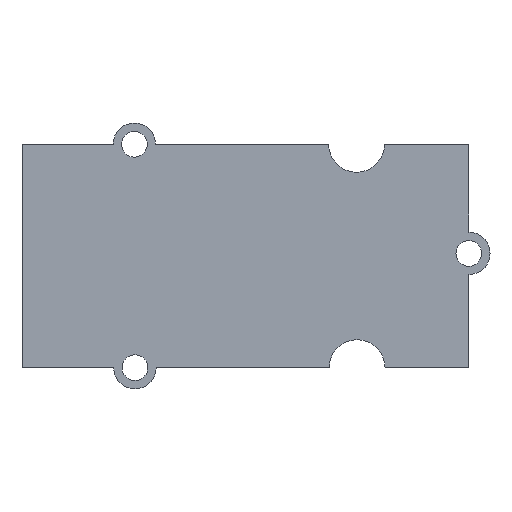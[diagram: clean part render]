
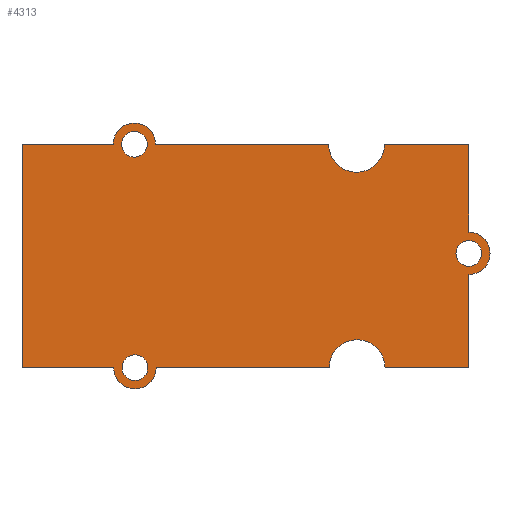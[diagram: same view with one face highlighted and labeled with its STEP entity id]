
A CAD part, front view. The second image highlights one B-rep face of the part: STEP entity #4313.
In plain terms, the highlighted planar face has unit normal (0, -1, 0).
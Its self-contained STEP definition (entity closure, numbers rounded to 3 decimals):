
#76=FACE_BOUND('',#702,.T.);
#77=FACE_BOUND('',#703,.T.);
#78=FACE_BOUND('',#704,.T.);
#145=CIRCLE('',#4617,1.9);
#146=CIRCLE('',#4618,2.5);
#147=CIRCLE('',#4619,1.9);
#148=CIRCLE('',#4620,1.9);
#149=CIRCLE('',#4621,2.5);
#150=CIRCLE('',#4622,1.15);
#151=CIRCLE('',#4623,1.15);
#152=CIRCLE('',#4624,1.15);
#463=FACE_OUTER_BOUND('',#701,.T.);
#701=EDGE_LOOP('',(#3838,#3839,#3840,#3841,#3842,#3843,#3844,#3845,#3846,
#3847,#3848,#3849,#3850,#3851));
#702=EDGE_LOOP('',(#3852));
#703=EDGE_LOOP('',(#3853));
#704=EDGE_LOOP('',(#3854));
#1214=LINE('',#6918,#1731);
#1215=LINE('',#6920,#1732);
#1216=LINE('',#6924,#1733);
#1217=LINE('',#6926,#1734);
#1218=LINE('',#6930,#1735);
#1219=LINE('',#6934,#1736);
#1220=LINE('',#6936,#1737);
#1221=LINE('',#6938,#1738);
#1222=LINE('',#6942,#1739);
#1731=VECTOR('',#5677,10.);
#1732=VECTOR('',#5678,10.);
#1733=VECTOR('',#5681,10.);
#1734=VECTOR('',#5682,10.);
#1735=VECTOR('',#5685,10.);
#1736=VECTOR('',#5688,10.);
#1737=VECTOR('',#5689,10.);
#1738=VECTOR('',#5690,10.);
#1739=VECTOR('',#5693,10.);
#2130=VERTEX_POINT('',#6916);
#2131=VERTEX_POINT('',#6917);
#2132=VERTEX_POINT('',#6919);
#2133=VERTEX_POINT('',#6921);
#2134=VERTEX_POINT('',#6923);
#2135=VERTEX_POINT('',#6925);
#2136=VERTEX_POINT('',#6927);
#2137=VERTEX_POINT('',#6929);
#2138=VERTEX_POINT('',#6931);
#2139=VERTEX_POINT('',#6933);
#2140=VERTEX_POINT('',#6935);
#2141=VERTEX_POINT('',#6937);
#2142=VERTEX_POINT('',#6939);
#2143=VERTEX_POINT('',#6941);
#2144=VERTEX_POINT('',#6944);
#2145=VERTEX_POINT('',#6946);
#2146=VERTEX_POINT('',#6948);
#2706=EDGE_CURVE('',#2130,#2131,#1214,.T.);
#2707=EDGE_CURVE('',#2131,#2132,#1215,.T.);
#2708=EDGE_CURVE('',#2132,#2133,#145,.T.);
#2709=EDGE_CURVE('',#2133,#2134,#1216,.T.);
#2710=EDGE_CURVE('',#2134,#2135,#1217,.T.);
#2711=EDGE_CURVE('',#2135,#2136,#146,.T.);
#2712=EDGE_CURVE('',#2136,#2137,#1218,.T.);
#2713=EDGE_CURVE('',#2137,#2138,#147,.T.);
#2714=EDGE_CURVE('',#2138,#2139,#1219,.T.);
#2715=EDGE_CURVE('',#2139,#2140,#1220,.T.);
#2716=EDGE_CURVE('',#2140,#2141,#1221,.T.);
#2717=EDGE_CURVE('',#2141,#2142,#148,.T.);
#2718=EDGE_CURVE('',#2142,#2143,#1222,.T.);
#2719=EDGE_CURVE('',#2143,#2130,#149,.T.);
#2720=EDGE_CURVE('',#2144,#2144,#150,.T.);
#2721=EDGE_CURVE('',#2145,#2145,#151,.T.);
#2722=EDGE_CURVE('',#2146,#2146,#152,.T.);
#3838=ORIENTED_EDGE('',*,*,#2706,.T.);
#3839=ORIENTED_EDGE('',*,*,#2707,.T.);
#3840=ORIENTED_EDGE('',*,*,#2708,.T.);
#3841=ORIENTED_EDGE('',*,*,#2709,.T.);
#3842=ORIENTED_EDGE('',*,*,#2710,.T.);
#3843=ORIENTED_EDGE('',*,*,#2711,.T.);
#3844=ORIENTED_EDGE('',*,*,#2712,.T.);
#3845=ORIENTED_EDGE('',*,*,#2713,.T.);
#3846=ORIENTED_EDGE('',*,*,#2714,.T.);
#3847=ORIENTED_EDGE('',*,*,#2715,.T.);
#3848=ORIENTED_EDGE('',*,*,#2716,.T.);
#3849=ORIENTED_EDGE('',*,*,#2717,.T.);
#3850=ORIENTED_EDGE('',*,*,#2718,.T.);
#3851=ORIENTED_EDGE('',*,*,#2719,.T.);
#3852=ORIENTED_EDGE('',*,*,#2720,.T.);
#3853=ORIENTED_EDGE('',*,*,#2721,.T.);
#3854=ORIENTED_EDGE('',*,*,#2722,.T.);
#4100=PLANE('',#4616);
#4313=ADVANCED_FACE('',(#463,#76,#77,#78),#4100,.F.);
#4616=AXIS2_PLACEMENT_3D('',#6915,#5675,#5676);
#4617=AXIS2_PLACEMENT_3D('',#6922,#5679,#5680);
#4618=AXIS2_PLACEMENT_3D('',#6928,#5683,#5684);
#4619=AXIS2_PLACEMENT_3D('',#6932,#5686,#5687);
#4620=AXIS2_PLACEMENT_3D('',#6940,#5691,#5692);
#4621=AXIS2_PLACEMENT_3D('',#6943,#5694,#5695);
#4622=AXIS2_PLACEMENT_3D('',#6945,#5696,#5697);
#4623=AXIS2_PLACEMENT_3D('',#6947,#5698,#5699);
#4624=AXIS2_PLACEMENT_3D('',#6949,#5700,#5701);
#5675=DIRECTION('center_axis',(0.,1.,0.));
#5676=DIRECTION('ref_axis',(1.,0.,0.));
#5677=DIRECTION('',(1.,0.,0.));
#5678=DIRECTION('',(0.,0.,1.));
#5679=DIRECTION('center_axis',(0.,-1.,0.));
#5680=DIRECTION('ref_axis',(-1.,0.,0.));
#5681=DIRECTION('',(0.,0.,1.));
#5682=DIRECTION('',(-1.,0.,0.));
#5683=DIRECTION('center_axis',(0.,1.,0.));
#5684=DIRECTION('ref_axis',(-1.,0.,0.));
#5685=DIRECTION('',(-1.,0.,0.));
#5686=DIRECTION('center_axis',(0.,-1.,0.));
#5687=DIRECTION('ref_axis',(-1.,0.,0.));
#5688=DIRECTION('',(-1.,0.,0.));
#5689=DIRECTION('',(0.,0.,-1.));
#5690=DIRECTION('',(1.,0.,0.));
#5691=DIRECTION('center_axis',(0.,-1.,0.));
#5692=DIRECTION('ref_axis',(-1.,0.,0.));
#5693=DIRECTION('',(1.,0.,0.));
#5694=DIRECTION('center_axis',(0.,1.,0.));
#5695=DIRECTION('ref_axis',(-1.,0.,0.));
#5696=DIRECTION('center_axis',(0.,1.,0.));
#5697=DIRECTION('ref_axis',(-1.,0.,0.));
#5698=DIRECTION('center_axis',(0.,1.,0.));
#5699=DIRECTION('ref_axis',(-1.,0.,0.));
#5700=DIRECTION('center_axis',(0.,1.,0.));
#5701=DIRECTION('ref_axis',(-1.,0.,0.));
#6915=CARTESIAN_POINT('Origin',(19.,0.,10.));
#6916=CARTESIAN_POINT('',(31.5,0.,0.));
#6917=CARTESIAN_POINT('',(39.,0.,0.));
#6918=CARTESIAN_POINT('',(-1.,0.,0.));
#6919=CARTESIAN_POINT('',(39.,0.,8.333));
#6920=CARTESIAN_POINT('',(39.,0.,0.));
#6921=CARTESIAN_POINT('',(39.,0.,12.133));
#6922=CARTESIAN_POINT('Origin',(39.,0.,10.233));
#6923=CARTESIAN_POINT('',(39.,0.,20.));
#6924=CARTESIAN_POINT('',(39.,0.,0.));
#6925=CARTESIAN_POINT('',(31.453,0.,20.));
#6926=CARTESIAN_POINT('',(39.,0.,20.));
#6927=CARTESIAN_POINT('',(26.453,0.,20.));
#6928=CARTESIAN_POINT('Origin',(28.953,0.,20.));
#6929=CARTESIAN_POINT('',(10.962,0.,20.));
#6930=CARTESIAN_POINT('',(39.,0.,20.));
#6931=CARTESIAN_POINT('',(7.162,0.,20.));
#6932=CARTESIAN_POINT('Origin',(9.062,0.,20.));
#6933=CARTESIAN_POINT('',(-1.,0.,20.));
#6934=CARTESIAN_POINT('',(39.,0.,20.));
#6935=CARTESIAN_POINT('',(-1.,0.,0.));
#6936=CARTESIAN_POINT('',(-1.,0.,20.));
#6937=CARTESIAN_POINT('',(7.211,0.,0.));
#6938=CARTESIAN_POINT('',(-1.,0.,0.));
#6939=CARTESIAN_POINT('',(11.011,0.,0.));
#6940=CARTESIAN_POINT('Origin',(9.111,0.,0.));
#6941=CARTESIAN_POINT('',(26.5,0.,0.));
#6942=CARTESIAN_POINT('',(-1.,0.,0.));
#6943=CARTESIAN_POINT('Origin',(29.,0.,0.));
#6944=CARTESIAN_POINT('',(10.261,0.,0.));
#6945=CARTESIAN_POINT('Origin',(9.111,0.,0.));
#6946=CARTESIAN_POINT('',(10.212,0.,20.));
#6947=CARTESIAN_POINT('Origin',(9.062,0.,20.));
#6948=CARTESIAN_POINT('',(40.15,0.,10.233));
#6949=CARTESIAN_POINT('Origin',(39.,0.,10.233));
